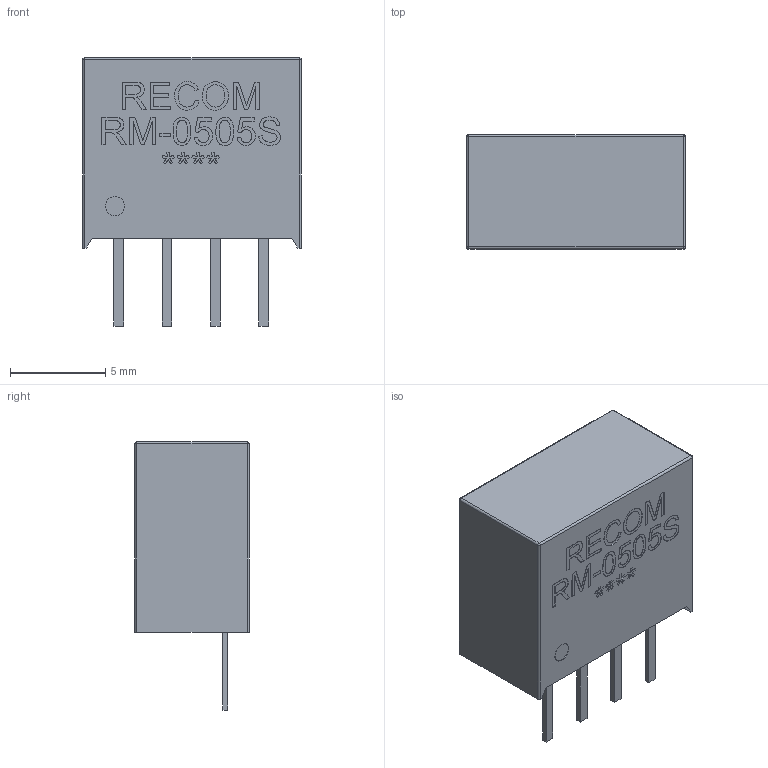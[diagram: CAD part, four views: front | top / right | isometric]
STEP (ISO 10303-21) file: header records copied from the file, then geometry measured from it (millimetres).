
FILE_DESCRIPTION( ( 'Unknown' ), '1' );
FILE_NAME( 'RM.stp', 'Unknown', ( 'Unknown' ), ( 'Unknown' ), 'XStep 1.0', 'Unknown', ' ' );
FILE_SCHEMA( ( 'automotive_design' ) );
Length unit declared in the file: millimetre
Products named in the file (1): 1
Bounding box: 11.5 x 6 x 14.1 mm (x, y, z)
Volume: 658.9 mm3; surface area: 507.6 mm2
Topology: 1 solids, 1 shells, 218 faces, 559 edges, 366 vertices
Faces by surface type: plane 139, extrusion 66, cylinder 9, sphere 4
Full cylindrical faces by diameter (mm): 1 x1
Entity records: 9957 total; most frequent: CARTESIAN_POINT 3532, ORIENTED_EDGE 1096, DIRECTION 634, EDGE_CURVE 548, B_SPLINE_CURVE_WITH_KNOTS 370, VERTEX_POINT 366, VECTOR 292, EDGE_LOOP 252
